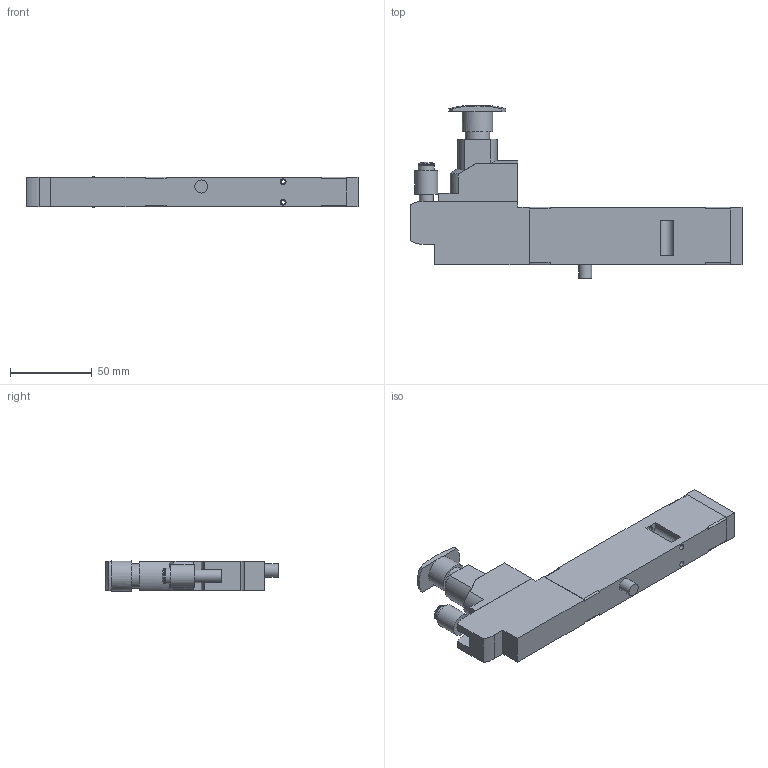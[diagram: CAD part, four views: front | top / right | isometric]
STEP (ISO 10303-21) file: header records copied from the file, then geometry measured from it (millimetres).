
FILE_DESCRIPTION(/* description */ ('STEP AP214'),/* implementation_level */ '2;1');
FILE_NAME(/* name */ '540157_VABF-S4-2-R3C2-C-10',/* time_stamp */ '2024-09-15T20:16:12+02:00',/* author */ ('License CC BY-ND 4.0'),/* organization */ ('CADENAS'),/* preprocessor_version */ 'ST-DEVELOPER v19.3',/* originating_system */ 'PARTsolutions',/* authorisation */ ' ');
FILE_SCHEMA (('AUTOMOTIVE_DESIGN {1 0 10303 214 3 1 1}'));
Length unit declared in the file: millimetre
Products named in the file (3): 540157 VABF-S4-2-R3C2-C-10---(asm); 540157 VABF-S4-2-R3C2-C-10---(VI_00); VABF-S4---(SK)
Assembly tree (2 placements, depth 2):
  540157 VABF-S4-2-R3C2-C-10---(asm)
    540157 VABF-S4-2-R3C2-C-10---(VI_00)
    VABF-S4---(SK)
Bounding box: 202.9 x 105.4 x 18.5 mm (x, y, z)
Volume: 154744.5 mm3; surface area: 35136.8 mm2
Topology: 2 solids, 2 shells, 177 faces, 434 edges, 282 vertices
Faces by surface type: plane 101, cylinder 66, cone 8, torus 2
Full cylindrical faces by diameter (mm): 2.459 x2, 3.2 x1, 3.5 x2, 5.65 x1, 8 x2, 8.4 x2, 9.7 x2, 11.65 x1, 11.8 x1, 14 x1, 14.4 x1, 14.9 x2, 15.1 x1, 18.5 x1
Entity records: 5395 total; most frequent: CARTESIAN_POINT 1010, DIRECTION 866, ORIENTED_EDGE 792, EDGE_CURVE 396, AXIS2_PLACEMENT_3D 315, VERTEX_POINT 274, FACE_BOUND 238, EDGE_LOOP 237
